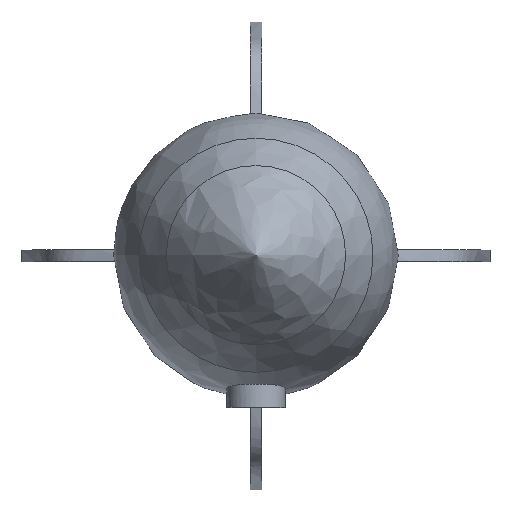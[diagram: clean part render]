
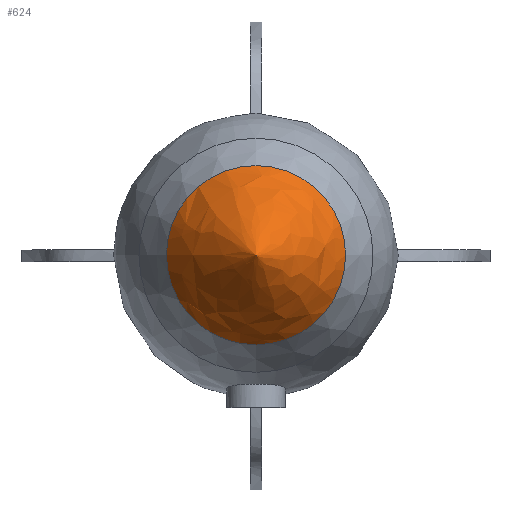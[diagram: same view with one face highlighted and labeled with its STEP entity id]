
A CAD part, top view. The second image highlights one B-rep face of the part: STEP entity #624.
In plain terms, the highlighted free-form (B-spline) face has degree [2, 2] with [3, 9] control points.
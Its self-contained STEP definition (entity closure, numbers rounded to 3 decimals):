
#49=(
BOUNDED_SURFACE()
B_SPLINE_SURFACE(2,2,((#1117,#1118,#1119,#1120,#1121,#1122,#1123,#1124,
#1125),(#1126,#1127,#1128,#1129,#1130,#1131,#1132,#1133,#1134),(#1135,#1136,
#1137,#1138,#1139,#1140,#1141,#1142,#1143)),.UNSPECIFIED.,.F.,.T.,.F.)
B_SPLINE_SURFACE_WITH_KNOTS((3,3),(3,2,2,2,3),(0.553,0.842),
(-3.142,-1.571,0.,1.571,3.142),
 .UNSPECIFIED.)
GEOMETRIC_REPRESENTATION_ITEM()
RATIONAL_B_SPLINE_SURFACE(((1.,0.707,1.,0.707,1.,
0.707,1.,0.707,1.),(0.99,0.7,
0.99,0.7,0.99,0.7,
0.99,0.7,0.99),(1.,0.707,
1.,0.707,1.,0.707,1.,0.707,1.)))
REPRESENTATION_ITEM('')
SURFACE()
);
#154=FACE_OUTER_BOUND('',#207,.T.);
#207=EDGE_LOOP('',(#444,#445,#446));
#257=CIRCLE('',#705,82.921);
#258=CIRCLE('',#706,15.316);
#283=VERTEX_POINT('',#1144);
#284=VERTEX_POINT('',#1145);
#344=EDGE_CURVE('',#283,#284,#257,.T.);
#345=EDGE_CURVE('',#284,#284,#258,.T.);
#444=ORIENTED_EDGE('',*,*,#344,.T.);
#445=ORIENTED_EDGE('',*,*,#345,.T.);
#446=ORIENTED_EDGE('',*,*,#344,.F.);
#624=ADVANCED_FACE('',(#154),#49,.F.);
#705=AXIS2_PLACEMENT_3D('',#1146,#790,#791);
#706=AXIS2_PLACEMENT_3D('',#1147,#792,#793);
#790=DIRECTION('center_axis',(0.,-1.,0.));
#791=DIRECTION('ref_axis',(-1.,0.,0.));
#792=DIRECTION('center_axis',(0.,0.,1.));
#793=DIRECTION('ref_axis',(1.,0.,0.));
#1117=CARTESIAN_POINT('Ctrl Pts',(-15.316,0.,66.713));
#1118=CARTESIAN_POINT('Ctrl Pts',(-15.316,-15.316,66.713));
#1119=CARTESIAN_POINT('Ctrl Pts',(0.,-15.316,66.713));
#1120=CARTESIAN_POINT('Ctrl Pts',(15.316,-15.316,66.713));
#1121=CARTESIAN_POINT('Ctrl Pts',(15.316,0.,66.713));
#1122=CARTESIAN_POINT('Ctrl Pts',(15.316,15.316,66.713));
#1123=CARTESIAN_POINT('Ctrl Pts',(0.,15.316,66.713));
#1124=CARTESIAN_POINT('Ctrl Pts',(-15.316,15.316,66.713));
#1125=CARTESIAN_POINT('Ctrl Pts',(-15.316,0.,66.713));
#1126=CARTESIAN_POINT('Ctrl Pts',(-8.987,0.,76.97));
#1127=CARTESIAN_POINT('Ctrl Pts',(-8.987,-8.987,76.97));
#1128=CARTESIAN_POINT('Ctrl Pts',(0.,-8.987,76.97));
#1129=CARTESIAN_POINT('Ctrl Pts',(8.987,-8.987,76.97));
#1130=CARTESIAN_POINT('Ctrl Pts',(8.987,0.,76.97));
#1131=CARTESIAN_POINT('Ctrl Pts',(8.987,8.987,76.97));
#1132=CARTESIAN_POINT('Ctrl Pts',(0.,8.987,76.97));
#1133=CARTESIAN_POINT('Ctrl Pts',(-8.987,8.987,76.97));
#1134=CARTESIAN_POINT('Ctrl Pts',(-8.987,0.,76.97));
#1135=CARTESIAN_POINT('Ctrl Pts',(0.,0.,85.));
#1136=CARTESIAN_POINT('Ctrl Pts',(0.,0.,
85.));
#1137=CARTESIAN_POINT('Ctrl Pts',(0.,0.,85.));
#1138=CARTESIAN_POINT('Ctrl Pts',(0.,0.,
85.));
#1139=CARTESIAN_POINT('Ctrl Pts',(0.,0.,85.));
#1140=CARTESIAN_POINT('Ctrl Pts',(0.,0.,
85.));
#1141=CARTESIAN_POINT('Ctrl Pts',(0.,0.,85.));
#1142=CARTESIAN_POINT('Ctrl Pts',(0.,0.,
85.));
#1143=CARTESIAN_POINT('Ctrl Pts',(0.,0.,85.));
#1144=CARTESIAN_POINT('',(0.,0.,85.));
#1145=CARTESIAN_POINT('',(-15.316,0.,66.713));
#1146=CARTESIAN_POINT('Origin',(55.25,0.,23.167));
#1147=CARTESIAN_POINT('Origin',(0.,0.,66.713));
